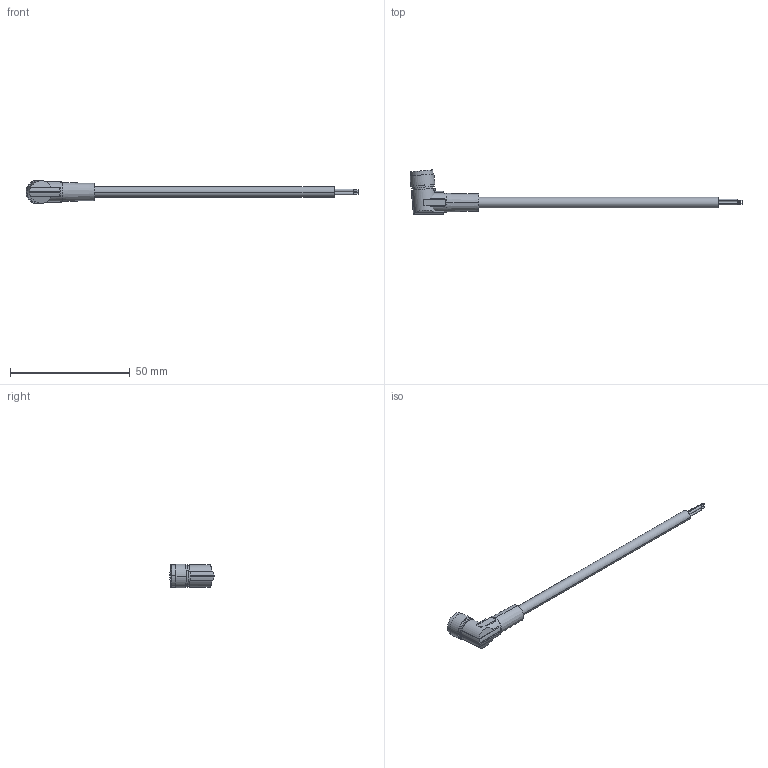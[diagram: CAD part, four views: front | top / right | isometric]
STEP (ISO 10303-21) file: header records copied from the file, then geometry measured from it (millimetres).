
FILE_DESCRIPTION(('SolidDesigner STEP Export'),'2;1');
FILE_NAME('1406321_SAC_3P_2.0_542_M8FR_BK-select.stp','2013-09-30T14:41:15',(''),(''),'Creo Elements/Direct Modeling STEP processor for AP214 (Solid Model)','Creo Elements/Direct Modeling 18.1B 29-Sep-2012 (C) Parametric Technology GmbH','');
FILE_SCHEMA(('AUTOMOTIVE_DESIGN { 1 0 10303 214 1 1 1 1 }'));
Length unit declared in the file: millimetre
Products named in the file (1): 1406321_SAC_3P_2.0_542_M8FR_BK-select
Bounding box: 138.66 x 18.45 x 10 mm (x, y, z)
Volume: 3527.1 mm3; surface area: 3021.5 mm2
Topology: 1 solids, 1 shells, 108 faces, 267 edges, 177 vertices
Faces by surface type: cylinder 55, plane 43, cone 10
Entity records: 4731 total; most frequent: CARTESIAN_POINT 1340, ORIENTED_EDGE 534, DIRECTION 498, EDGE_CURVE 267, AXIS2_PLACEMENT_3D 189, VERTEX_POINT 177, EDGE_LOOP 124, VECTOR 120
